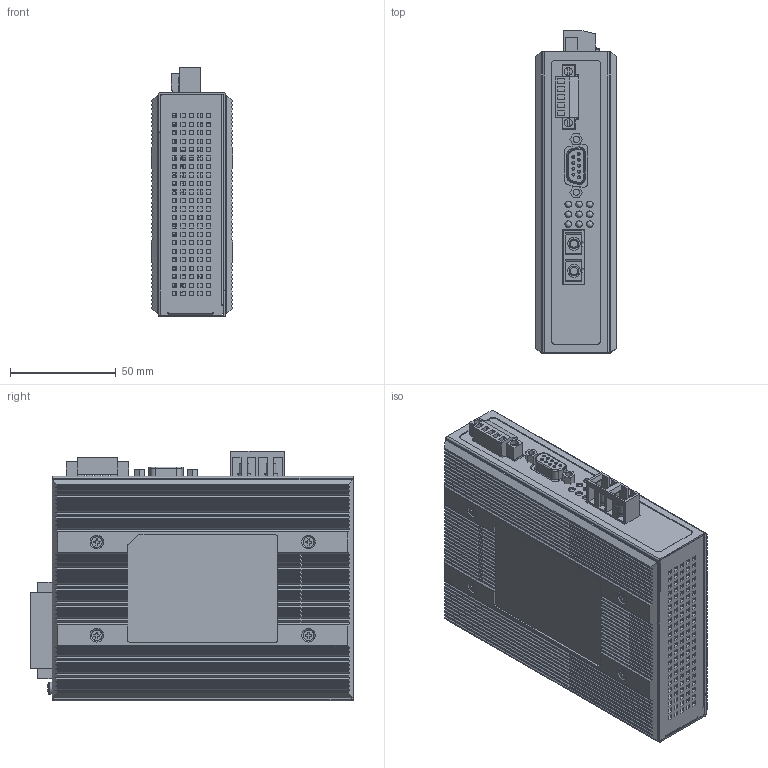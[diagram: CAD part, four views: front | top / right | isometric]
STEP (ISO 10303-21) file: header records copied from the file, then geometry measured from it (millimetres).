
FILE_DESCRIPTION (( 'STEP AP214' ), '1' );
FILE_NAME ('FOACCVSESC020A.STEP', '2022-01-06T23:08:42', ( '' ), ( '' ), 'SwSTEP 2.0', 'SolidWorks 2021', '' );
FILE_SCHEMA (( 'AUTOMOTIVE_DESIGN' ));
Length unit declared in the file: inch
Products named in the file (19): DB9(53-D9F0-1000); 03103060; 770FE001000; terminator3_81_5; Terminal Connector_7P_5.08_M; FOACCVSESC020A; DIP SW-6P90d(50-A061-0000); DP8; LEDx3; FRK03FH; M3x6; rotar swish(50-R100-0000); 770FE003001; 770FE002000; IFC-Serial new pcba_IFC-FDC; IFC-Serial new pcb; Terminal Connector_5P_3.81; 770FE002101; Terminal Connector_7P_5.08_F
Assembly tree (36 placements, depth 3):
  FOACCVSESC020A
    770FE003001
    IFC-Serial new pcba_IFC-FDC
      IFC-Serial new pcb
      DIP SW-6P90d(50-A061-0000)
      Terminal Connector_7P_5.08_M
      terminator3_81_5
      DB9(53-D9F0-1000)
      LEDx3  x3
      FRK03FH
      Terminal Connector_7P_5.08_F
      Terminal Connector_5P_3.81
      DP8
      rotar swish(50-R100-0000)  x2
    770FE002101
    770FE002000
    03103060  x5
    M3x6  x12
    770FE001000
Bounding box: 38.6 x 152.2 x 118 mm (x, y, z)
Volume: 175069.8 mm3; surface area: 215024.8 mm2
Topology: 45 solids, 45 shells, 3393 faces, 8815 edges, 5760 vertices
Faces by surface type: plane 2072, cylinder 962, bspline 241, cone 118
Entity records: 123347 total; most frequent: CARTESIAN_POINT 22594, ORIENTED_EDGE 13942, DIRECTION 12792, EDGE_CURVE 6971, LINE 5058, VECTOR 5058, VERTEX_POINT 4598, AXIS2_PLACEMENT_3D 3867
